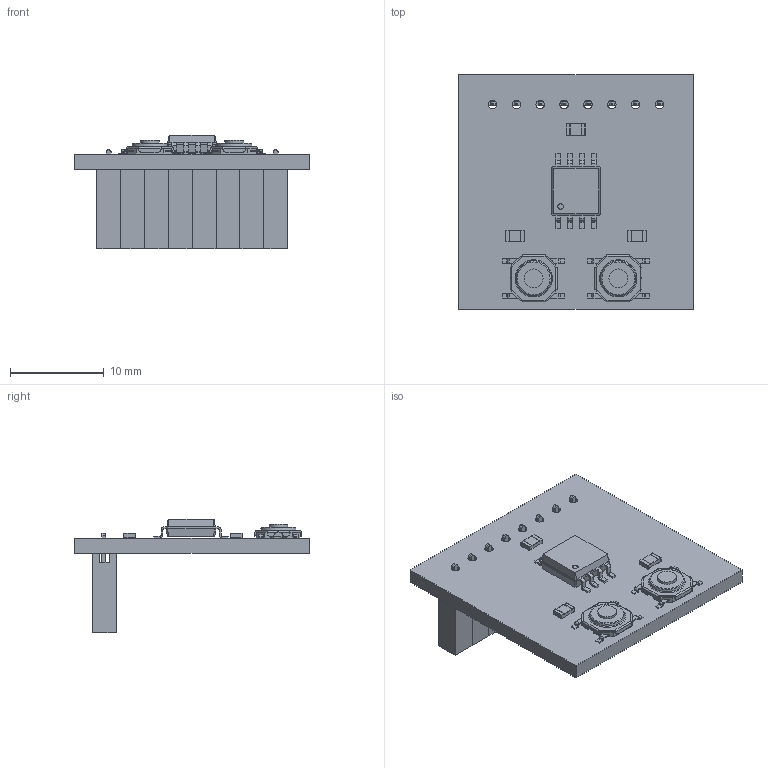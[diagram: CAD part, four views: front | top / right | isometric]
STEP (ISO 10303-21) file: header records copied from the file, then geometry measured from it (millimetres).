
FILE_DESCRIPTION(('KiCad electronic assembly'),'2;1');
FILE_NAME('reference-project.stp','2017-11-04T23:49:06',('An Author'),( 'A Company'),'Open CASCADE STEP processor 6.9', 'KiCad to STEP converter','Unknown');
FILE_SCHEMA(('AUTOMOTIVE_DESIGN { 1 0 10303 214 1 1 1 1 }'));
Length unit declared in the file: millimetre
Products named in the file (10): Open CASCADE STEP translator 6.9 1; SOIJ-8_5.3x5.3mm_Pitch1.27mm; SOLID; R_0805; TL3342FxxxQG; Socket_Female_1x8; COMPOUND
Assembly tree (12 placements, depth 3):
  Open CASCADE STEP translator 6.9 1
    SOIJ-8_5.3x5.3mm_Pitch1.27mm
      SOLID
    R_0805  x3
      SOLID
    TL3342FxxxQG  x2
      SOLID
    Socket_Female_1x8
      COMPOUND
    COMPOUND
Bounding box: 25 x 25 x 12.11 mm (x, y, z)
Volume: 1406.2 mm3; surface area: 3094.8 mm2
Topology: 23 solids, 23 shells, 866 faces, 2273 edges, 1466 vertices
Faces by surface type: plane 665, cylinder 163, bspline 32, torus 4, cone 2
Full cylindrical faces by diameter (mm): 0.6 x1, 0.9 x8, 2 x2
Entity records: 48159 total; most frequent: CARTESIAN_POINT 9998, DIRECTION 6567, LINE 4677, VECTOR 4677, ORIENTED_EDGE 3546, PCURVE 3546, DEFINITIONAL_REPRESENTATION 3546, EDGE_CURVE 1773
